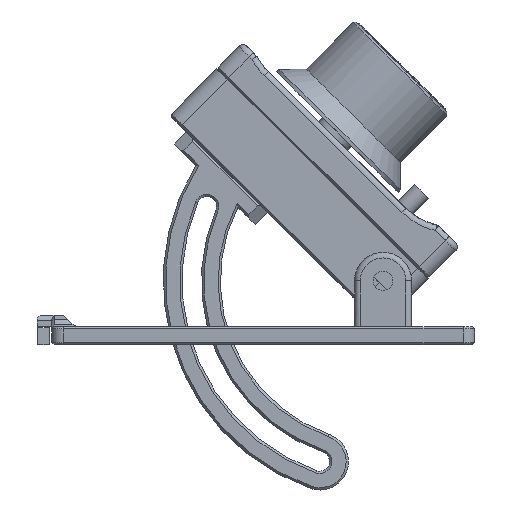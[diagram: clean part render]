
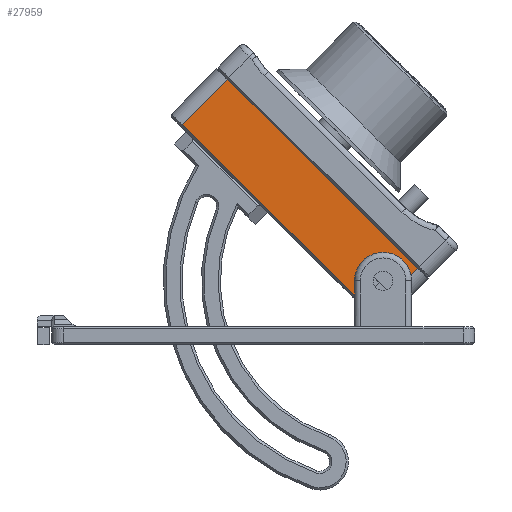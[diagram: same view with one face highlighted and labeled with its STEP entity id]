
A CAD part, left-side view. The second image highlights one B-rep face of the part: STEP entity #27959.
In plain terms, the highlighted planar face has unit normal (-1, 0, 0).
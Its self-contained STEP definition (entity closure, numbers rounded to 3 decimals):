
#1690=FACE_BOUND('',#5910,.T.);
#2657=PLANE('',#30528);
#4160=FACE_OUTER_BOUND('',#5909,.T.);
#5909=EDGE_LOOP('',(#24996,#24997,#24998,#24999));
#5910=EDGE_LOOP('',(#25000));
#7085=CIRCLE('',#30529,2.35);
#8911=LINE('',#56055,#11001);
#8922=LINE('',#56088,#11012);
#8924=LINE('',#56094,#11014);
#8925=LINE('',#56095,#11015);
#11001=VECTOR('',#36855,10.);
#11012=VECTOR('',#36890,10.);
#11014=VECTOR('',#36896,10.);
#11015=VECTOR('',#36897,10.);
#13614=VERTEX_POINT('',#56048);
#13616=VERTEX_POINT('',#56054);
#13626=VERTEX_POINT('',#56087);
#13628=VERTEX_POINT('',#56093);
#13629=VERTEX_POINT('',#56096);
#17468=EDGE_CURVE('',#13614,#13616,#8911,.T.);
#17485=EDGE_CURVE('',#13616,#13626,#8922,.T.);
#17488=EDGE_CURVE('',#13628,#13614,#8924,.T.);
#17489=EDGE_CURVE('',#13626,#13628,#8925,.T.);
#17490=EDGE_CURVE('',#13629,#13629,#7085,.T.);
#24996=ORIENTED_EDGE('',*,*,#17468,.F.);
#24997=ORIENTED_EDGE('',*,*,#17488,.F.);
#24998=ORIENTED_EDGE('',*,*,#17489,.F.);
#24999=ORIENTED_EDGE('',*,*,#17485,.F.);
#25000=ORIENTED_EDGE('',*,*,#17490,.T.);
#27959=ADVANCED_FACE('',(#4160,#1690),#2657,.T.);
#30528=AXIS2_PLACEMENT_3D('',#56092,#36894,#36895);
#30529=AXIS2_PLACEMENT_3D('',#56097,#36898,#36899);
#36855=DIRECTION('',(0.,0.,1.));
#36890=DIRECTION('',(0.,-1.,0.));
#36894=DIRECTION('center_axis',(-1.,0.,0.));
#36895=DIRECTION('ref_axis',(0.,0.,
1.));
#36896=DIRECTION('',(0.,1.,0.));
#36897=DIRECTION('',(0.,0.,-1.));
#36898=DIRECTION('center_axis',(1.,0.,0.));
#36899=DIRECTION('ref_axis',(0.,-1.,0.));
#56048=CARTESIAN_POINT('',(-6.625,-14.848,66.049));
#56054=CARTESIAN_POINT('',(-6.625,-14.848,113.049));
#56055=CARTESIAN_POINT('',(-6.625,-14.848,76.499));
#56087=CARTESIAN_POINT('',(-6.625,-26.048,113.049));
#56088=CARTESIAN_POINT('',(-6.625,-28.048,113.049));
#56092=CARTESIAN_POINT('Origin',(-6.625,-28.048,63.449));
#56093=CARTESIAN_POINT('',(-6.625,-26.048,66.049));
#56094=CARTESIAN_POINT('',(-6.625,-28.048,66.049));
#56095=CARTESIAN_POINT('',(-6.625,-26.048,76.499));
#56096=CARTESIAN_POINT('',(-6.625,-17.848,68.799));
#56097=CARTESIAN_POINT('Origin',(-6.625,-20.198,68.799));
